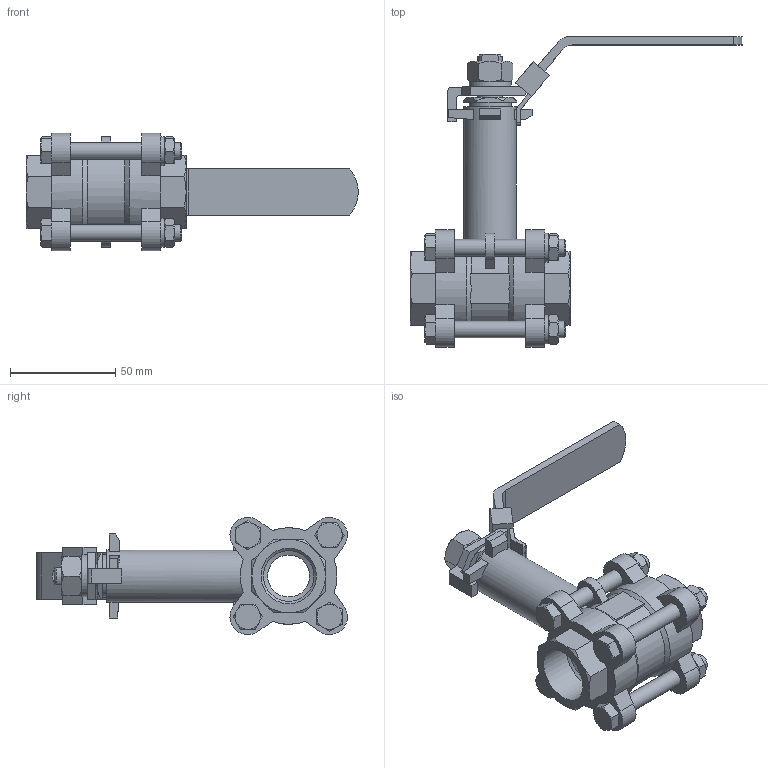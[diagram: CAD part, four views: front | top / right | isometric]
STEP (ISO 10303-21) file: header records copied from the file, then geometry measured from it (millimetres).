
FILE_DESCRIPTION(/* description */ ('Unknown'),/* implementation_level */ '2;1');
FILE_NAME(/* name */ 'R-641-SP-DN20',/* time_stamp */ '2024-03-28T10:36:09+08:00',/* author */ ('Unknown'),/* organization */ ('Unknown'),/* preprocessor_version */ 'ST-DEVELOPER v16.7',/* originating_system */ 'DEX',/* authorisation */ $);
FILE_SCHEMA (('AUTOMOTIVE_DESIGN {1 0 10303 214 3 1 1}'));
Length unit declared in the file: millimetre
Products named in the file (2): R-641-SP-DN20; V-3CSH HK專用 牙口 D
Assembly tree (1 placements, depth 2):
  R-641-SP-DN20
    V-3CSH HK專用 牙口 D
Bounding box: 158.05 x 147.94 x 55.89 mm (x, y, z)
Volume: 158597.4 mm3; surface area: 50592.2 mm2
Topology: 1 solids, 1 shells, 436 faces, 1129 edges, 709 vertices
Faces by surface type: plane 238, cone 120, cylinder 78
Full cylindrical faces by diameter (mm): 2 x1, 7.938 x8, 8 x1, 8.5 x10, 11.8 x1, 12.5 x1, 20 x2, 25 x1, 26.44 x2, 46 x2
Entity records: 13210 total; most frequent: CARTESIAN_POINT 2976, ORIENTED_EDGE 2140, DIRECTION 2031, EDGE_CURVE 1070, AXIS2_PLACEMENT_3D 767, VERTEX_POINT 690, FACE_BOUND 526, EDGE_LOOP 525
